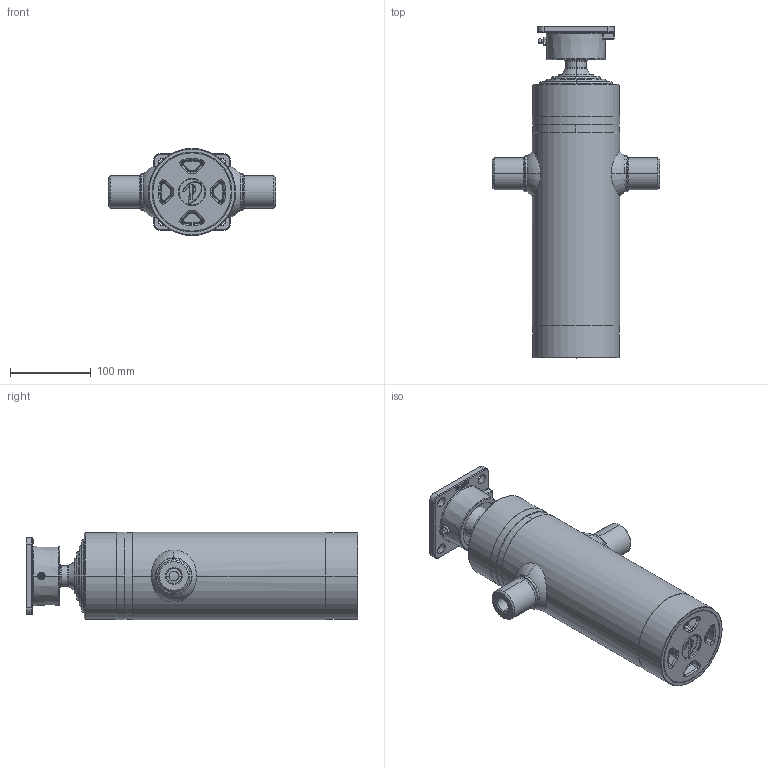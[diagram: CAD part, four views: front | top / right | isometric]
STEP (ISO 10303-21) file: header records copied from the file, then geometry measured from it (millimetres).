
FILE_DESCRIPTION (( 'STEP AP203' ), '1' );
FILE_NAME ('3495BGZ.STEP', '2014-10-07T06:59:32', ( '' ), ( '' ), 'SwSTEP 2.0', 'SolidWorks 2013', '' );
FILE_SCHEMA (( 'CONFIG_CONTROL_DESIGN' ));
Length unit declared in the file: millimetre
Products named in the file (1): 3495BGZ
Bounding box: 207 x 411 x 108 mm (x, y, z)
Surface area: 441042.9 mm2 (no closed solid volume)
Topology: 0 solids, 38 shells, 405 faces, 1210 edges, 830 vertices
Faces by surface type: cylinder 111, torus 101, cone 92, plane 66, bspline 26, sphere 9
Entity records: 16598 total; most frequent: CARTESIAN_POINT 5741, DIRECTION 2448, ORIENTED_EDGE 1960, EDGE_CURVE 1202, AXIS2_PLACEMENT_3D 1002, VERTEX_POINT 827, CIRCLE 622, LINE 444
